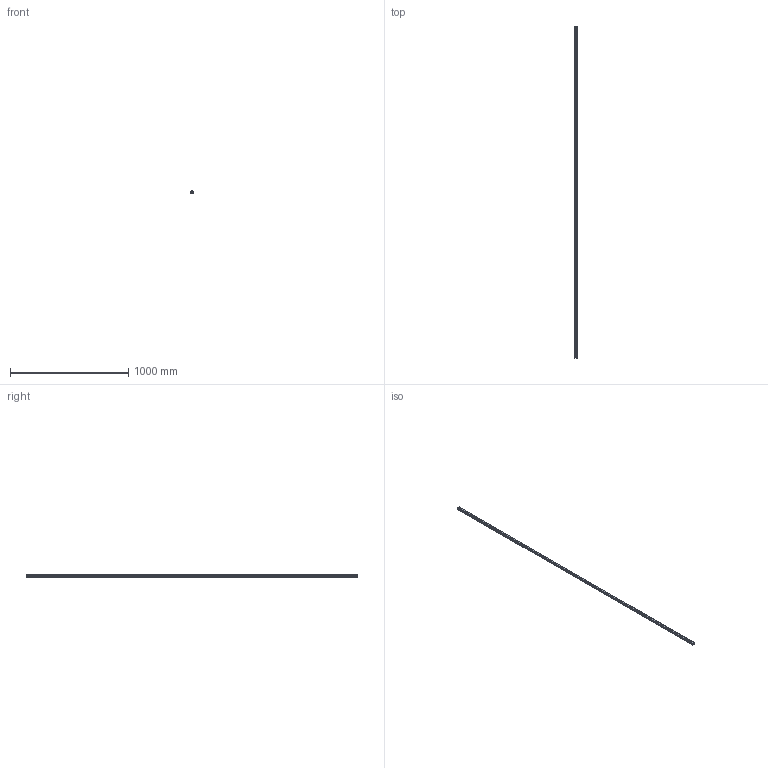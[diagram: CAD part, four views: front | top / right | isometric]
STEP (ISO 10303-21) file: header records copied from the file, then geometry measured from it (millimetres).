
FILE_DESCRIPTION(('STEP AP214'),'1');
FILE_NAME('cctmp_BE2AF31F-EEB2-4BF3-B77D-B8152713A6C0_2020_5_18_15_37_18_235..stp','2020-05-18T13:37:18',('HIWIN GmbH'),('CADClick - www.CADClick.com'),'Spatial InterOp 3D',' ','unknown authorization');
FILE_SCHEMA(('AUTOMOTIVE_DESIGN'));
Length unit declared in the file: millimetre
Products named in the file (1): HGR20R2810H_FILE
Bounding box: 20 x 2810 x 17.5 mm (x, y, z)
Volume: 803217.4 mm3; surface area: 238396.5 mm2
Topology: 1 solids, 1 shells, 530 faces, 1149 edges, 766 vertices
Faces by surface type: cylinder 304, plane 226
Entity records: 18985 total; most frequent: DIRECTION 2819, CARTESIAN_POINT 2446, ORIENTED_EDGE 2298, EDGE_CURVE 1149, AXIS2_PLACEMENT_3D 1139, VERTEX_POINT 766, EDGE_LOOP 675, CIRCLE 608
